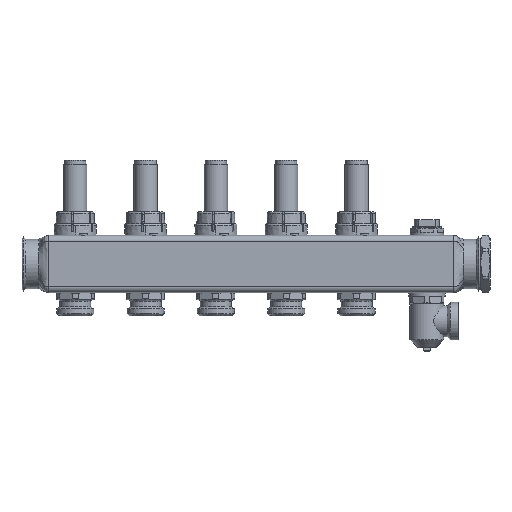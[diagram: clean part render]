
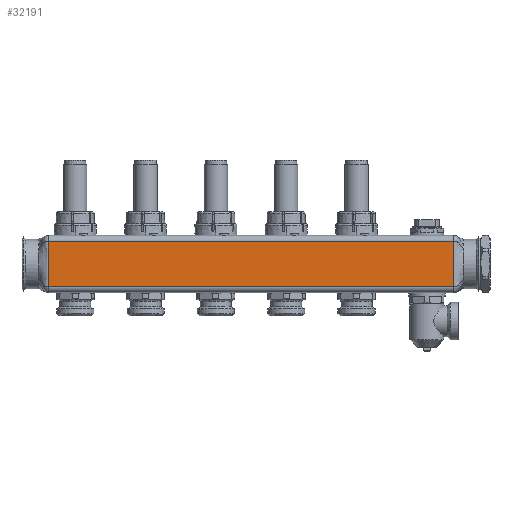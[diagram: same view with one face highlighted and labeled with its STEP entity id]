
A CAD part, top view. The second image highlights one B-rep face of the part: STEP entity #32191.
In plain terms, the highlighted planar face has unit normal (0, 0, 1).
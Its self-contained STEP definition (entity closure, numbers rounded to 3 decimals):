
#18888=DIRECTION('',(-1.,0.,0.));
#18889=VECTOR('',#18888,288.);
#18890=CARTESIAN_POINT('',(269.,-16.302,
20.5));
#18891=LINE('',#18890,#18889);
#18892=CARTESIAN_POINT('',(-19.,-16.302,
20.5));
#18893=CARTESIAN_POINT('',(-19.,-16.294,
20.5));
#18894=CARTESIAN_POINT('',(-19.,-16.249,
20.5));
#18895=CARTESIAN_POINT('',(-19.,-16.161,
20.5));
#18896=CARTESIAN_POINT('',(-19.,-16.036,
20.5));
#18897=CARTESIAN_POINT('',(-19.,-15.903,
20.5));
#18898=CARTESIAN_POINT('',(-19.,-15.726,
20.5));
#18899=CARTESIAN_POINT('',(-19.,-15.506,
20.5));
#18900=CARTESIAN_POINT('',(-19.,-15.153,
20.5));
#18901=CARTESIAN_POINT('',(-19.,-14.713,
20.5));
#18902=CARTESIAN_POINT('',(-19.,-14.187,
20.5));
#18903=CARTESIAN_POINT('',(-19.,-13.663,
20.5));
#18904=CARTESIAN_POINT('',(-19.,-12.966,
20.5));
#18905=CARTESIAN_POINT('',(-19.,-11.753,
20.5));
#18906=CARTESIAN_POINT('',(-19.,-10.036,
20.5));
#18907=CARTESIAN_POINT('',(-19.,-7.999,
20.5));
#18908=CARTESIAN_POINT('',(-19.,-5.981,
20.5));
#18909=CARTESIAN_POINT('',(-19.,-3.311,
20.5));
#18910=CARTESIAN_POINT('',(-19.,-0.662,
20.5));
#18911=CARTESIAN_POINT('',(-19.,1.987,
20.5));
#18912=CARTESIAN_POINT('',(-19.,4.643,
20.5));
#18913=CARTESIAN_POINT('',(-19.,7.989,
20.5));
#18914=CARTESIAN_POINT('',(-19.,11.401,
20.5));
#18915=CARTESIAN_POINT('',(-19.,14.183,
20.5));
#18916=CARTESIAN_POINT('',(-19.,15.592,
20.5));
#18917=CARTESIAN_POINT('',(-19.,16.302,
20.5));
#18919=DIRECTION('',(-1.,0.,0.));
#18920=VECTOR('',#18919,288.);
#18921=CARTESIAN_POINT('',(269.,16.302,20.5));
#18922=LINE('',#18921,#18920);
#18923=CARTESIAN_POINT('',(269.,16.302,20.5));
#19144=CARTESIAN_POINT('',(269.,-16.302,
20.5));
#19162=CARTESIAN_POINT('',(269.,-16.302,
20.5));
#19163=CARTESIAN_POINT('',(269.,-16.294,
20.5));
#19164=CARTESIAN_POINT('',(269.,-16.249,
20.5));
#19165=CARTESIAN_POINT('',(269.,-16.161,
20.5));
#19166=CARTESIAN_POINT('',(269.,-16.036,
20.5));
#19167=CARTESIAN_POINT('',(269.,-15.903,
20.5));
#19168=CARTESIAN_POINT('',(269.,-15.726,
20.5));
#19169=CARTESIAN_POINT('',(269.,-15.506,
20.5));
#19170=CARTESIAN_POINT('',(269.,-15.153,
20.5));
#19171=CARTESIAN_POINT('',(269.,-14.713,
20.5));
#19172=CARTESIAN_POINT('',(269.,-14.187,
20.5));
#19173=CARTESIAN_POINT('',(269.,-13.663,
20.5));
#19174=CARTESIAN_POINT('',(269.,-12.966,
20.5));
#19175=CARTESIAN_POINT('',(269.,-11.753,
20.5));
#19176=CARTESIAN_POINT('',(269.,-10.036,
20.5));
#19177=CARTESIAN_POINT('',(269.,-7.999,
20.5));
#19178=CARTESIAN_POINT('',(269.,-5.981,
20.5));
#19179=CARTESIAN_POINT('',(269.,-3.311,
20.5));
#19180=CARTESIAN_POINT('',(269.,-0.662,
20.5));
#19181=CARTESIAN_POINT('',(269.,1.987,20.5));
#19182=CARTESIAN_POINT('',(269.,4.643,20.5));
#19183=CARTESIAN_POINT('',(269.,7.989,20.5));
#19184=CARTESIAN_POINT('',(269.,11.401,20.5));
#19185=CARTESIAN_POINT('',(269.,14.183,20.5));
#19186=CARTESIAN_POINT('',(269.,15.592,20.5));
#19187=CARTESIAN_POINT('',(269.,16.302,20.5));
#21623=CARTESIAN_POINT('',(-19.,16.302,
20.5));
#31426=VERTEX_POINT('',#21623);
#31427=VERTEX_POINT('',#18923);
#31446=VERTEX_POINT('',#19144);
#31448=CARTESIAN_POINT('',(-19.,-16.302,
20.5));
#31449=VERTEX_POINT('',#31448);
#32177=CARTESIAN_POINT('',(25.,16.302,20.5));
#32178=DIRECTION('',(0.,0.,1.));
#32179=DIRECTION('',(0.,-1.,0.));
#32180=AXIS2_PLACEMENT_3D('',#32177,#32178,#32179);
#32181=PLANE('',#32180);
#32183=ORIENTED_EDGE('',*,*,#32182,.F.);
#32185=ORIENTED_EDGE('',*,*,#32184,.F.);
#32186=ORIENTED_EDGE('',*,*,#32167,.T.);
#32188=ORIENTED_EDGE('',*,*,#32187,.T.);
#32189=EDGE_LOOP('',(#32183,#32185,#32186,#32188));
#32190=FACE_OUTER_BOUND('',#32189,.F.);
#32191=ADVANCED_FACE('',(#32190),#32181,.T.);
#18918=B_SPLINE_CURVE_WITH_KNOTS('',3,(#18892,#18893,#18894,#18895,#18896,
#18897,#18898,#18899,#18900,#18901,#18902,#18903,#18904,#18905,#18906,#18907,
#18908,#18909,#18910,#18911,#18912,#18913,#18914,#18915,#18916,#18917),
.UNSPECIFIED.,.F.,.F.,(4,1,1,1,1,1,1,1,1,1,1,1,1,1,1,1,1,1,1,1,1,1,1,4),(0.,
0.001,0.004,0.008,0.012,
0.016,0.023,0.031,0.047,
0.063,0.078,0.094,0.125,
0.188,0.25,0.313,0.375,
0.5,0.563,0.625,0.75,
0.875,0.938,1.),.UNSPECIFIED.);
#19188=B_SPLINE_CURVE_WITH_KNOTS('',3,(#19162,#19163,#19164,#19165,#19166,
#19167,#19168,#19169,#19170,#19171,#19172,#19173,#19174,#19175,#19176,#19177,
#19178,#19179,#19180,#19181,#19182,#19183,#19184,#19185,#19186,#19187),
.UNSPECIFIED.,.F.,.F.,(4,1,1,1,1,1,1,1,1,1,1,1,1,1,1,1,1,1,1,1,1,1,1,4),(0.,
0.001,0.004,0.008,0.012,
0.016,0.023,0.031,0.047,
0.063,0.078,0.094,0.125,
0.188,0.25,0.313,0.375,
0.5,0.563,0.625,0.75,
0.875,0.937,1.),.UNSPECIFIED.);
#32167=EDGE_CURVE('',#31446,#31449,#18891,.T.);
#32182=EDGE_CURVE('',#31427,#31426,#18922,.T.);
#32184=EDGE_CURVE('',#31446,#31427,#19188,.T.);
#32187=EDGE_CURVE('',#31449,#31426,#18918,.T.);
